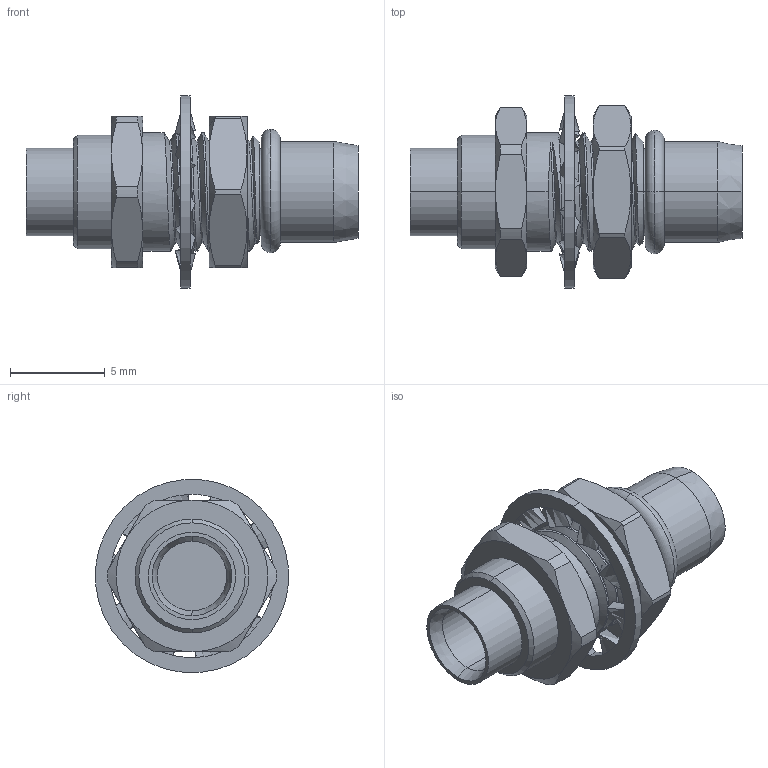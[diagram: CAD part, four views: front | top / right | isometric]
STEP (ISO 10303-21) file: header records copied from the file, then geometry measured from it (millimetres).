
FILE_DESCRIPTION (( 'STEP AP203' ), '1' );
FILE_NAME ('BMA-BP-141.STEP', '2025-03-10T00:46:59', ( '' ), ( '' ), 'SwSTEP 2.0', 'SolidWorks 2022', '' );
FILE_SCHEMA (( 'CONFIG_CONTROL_DESIGN' ));
Length unit declared in the file: millimetre
Products named in the file (1): BMA-BP-141
Bounding box: 17.5 x 10.16 x 10.16 mm (x, y, z)
Volume: 459.9 mm3; surface area: 900.6 mm2
Topology: 3 solids, 3 shells, 202 faces, 513 edges, 324 vertices
Faces by surface type: cylinder 85, bspline 46, cone 39, plane 28, torus 4
Entity records: 8638 total; most frequent: CARTESIAN_POINT 4205, ORIENTED_EDGE 1026, DIRECTION 724, EDGE_CURVE 513, VERTEX_POINT 324, AXIS2_PLACEMENT_3D 295, B_SPLINE_CURVE_WITH_KNOTS 229, EDGE_LOOP 215
